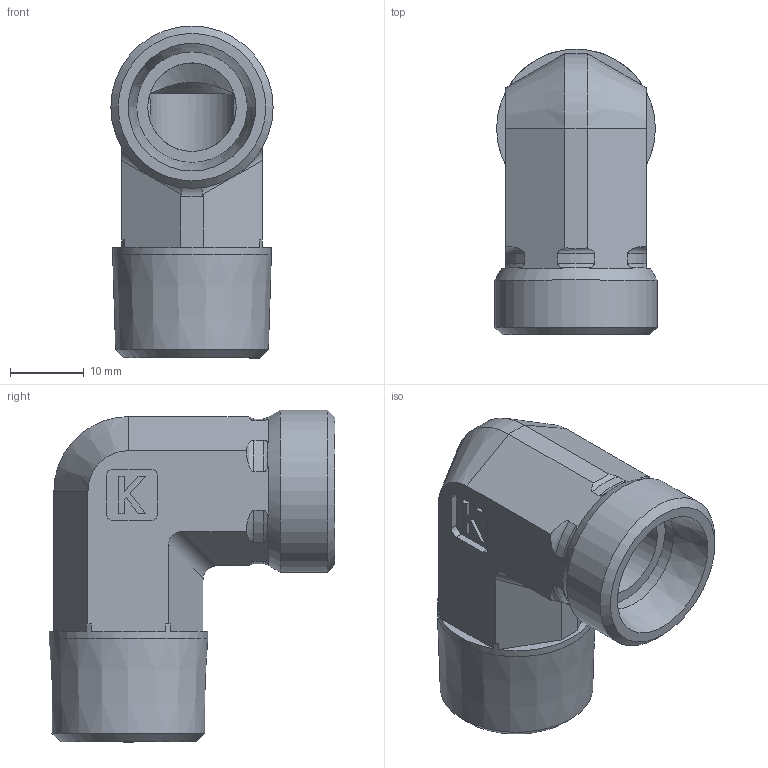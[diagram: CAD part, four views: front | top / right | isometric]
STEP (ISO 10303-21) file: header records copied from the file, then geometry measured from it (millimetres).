
FILE_DESCRIPTION((''),'2;1');
FILE_NAME('23002154822.stp','2014-08-27T10:39:01',(''),('KNOMI spol. s r. o.'),'Autodesk Inventor 2012','Autodesk Inventor 2012','');
FILE_SCHEMA(('AUTOMOTIVE_DESIGN { 1 2 10303 214 0 1 1 1 }'));
Length unit declared in the file: millimetre
Products named in the file (1): LHCR2 15LRkuž R1/2/M22x1
Bounding box: 22 x 38.76 x 45 mm (x, y, z)
Volume: 12444.2 mm3; surface area: 6836.8 mm2
Topology: 1 solids, 1 shells, 102 faces, 270 edges, 173 vertices
Faces by surface type: plane 53, cylinder 23, cone 14, torus 12
Full cylindrical faces by diameter (mm): 12 x2, 15 x1, 21.518 x1, 22 x1
Entity records: 3240 total; most frequent: CARTESIAN_POINT 786, ORIENTED_EDGE 508, DIRECTION 498, EDGE_CURVE 254, AXIS2_PLACEMENT_3D 184, VERTEX_POINT 168, VECTOR 130, LINE 130
